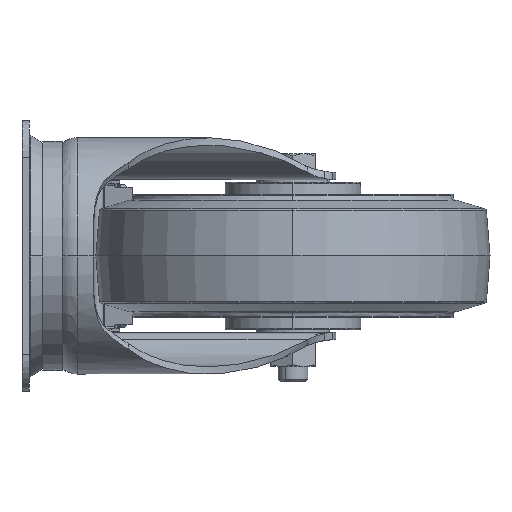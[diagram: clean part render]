
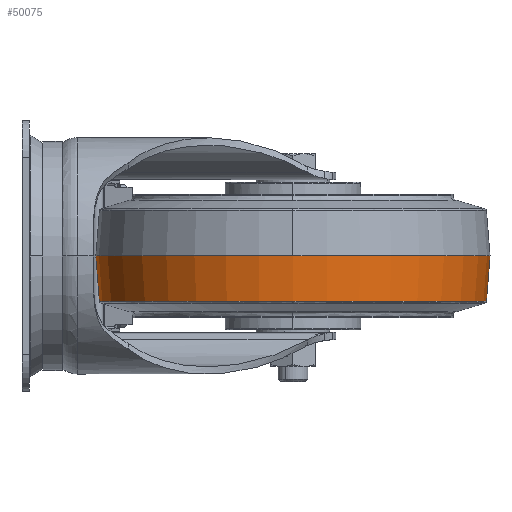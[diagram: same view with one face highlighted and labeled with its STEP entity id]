
A CAD part, left-side view. The second image highlights one B-rep face of the part: STEP entity #50075.
In plain terms, the highlighted conical face has half-angle 4.514 degrees and reference radius 80 mm.
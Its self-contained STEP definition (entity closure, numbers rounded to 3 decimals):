
#14 = CIRCLE ( 'NONE', #44504, 80. ) ;
#621 = VERTEX_POINT ( 'NONE', #56465 ) ;
#2826 = VECTOR ( 'NONE', #51875, 1000. ) ;
#6323 = AXIS2_PLACEMENT_3D ( 'NONE', #37052, #56296, #14340 ) ;
#6382 = CARTESIAN_POINT ( 'NONE',  ( 54., -110., 79.899 ) ) ;
#6406 = VERTEX_POINT ( 'NONE', #53364 ) ;
#8438 = CARTESIAN_POINT ( 'NONE',  ( 54., -190., 98.214 ) ) ;
#9477 = DIRECTION ( 'NONE',  ( 0., 0., -1. ) ) ;
#9856 = ORIENTED_EDGE ( 'NONE', *, *, #48193, .T. ) ;
#10589 = ORIENTED_EDGE ( 'NONE', *, *, #28248, .T. ) ;
#11280 = VERTEX_POINT ( 'NONE', #8438 ) ;
#11665 = CARTESIAN_POINT ( 'NONE',  ( 54., -110., 98.214 ) ) ;
#14340 = DIRECTION ( 'NONE',  ( 1., 0., 0. ) ) ;
#16015 = DIRECTION ( 'NONE',  ( -1., 0., 0. ) ) ;
#21593 = CIRCLE ( 'NONE', #26650, 78.554 ) ;
#22537 = LINE ( 'NONE', #28493, #2826 ) ;
#22851 = EDGE_CURVE ( 'NONE', #61190, #46440, #23180, .T. ) ;
#23180 = LINE ( 'NONE', #53420, #50685 ) ;
#24256 = CARTESIAN_POINT ( 'NONE',  ( 54., -31.446, 79.899 ) ) ;
#24512 = CIRCLE ( 'NONE', #6323, 78.554 ) ;
#26650 = AXIS2_PLACEMENT_3D ( 'NONE', #6382, #36057, #45910 ) ;
#28248 = EDGE_CURVE ( 'NONE', #621, #46440, #46055, .T. ) ;
#28493 = CARTESIAN_POINT ( 'NONE',  ( 54., -190., 98.214 ) ) ;
#28909 = CARTESIAN_POINT ( 'NONE',  ( 54., -30., 98.214 ) ) ;
#31178 = DIRECTION ( 'NONE',  ( 0., 0., 1. ) ) ;
#33985 = DIRECTION ( 'NONE',  ( -1., 0., 0. ) ) ;
#34619 = CARTESIAN_POINT ( 'NONE',  ( 54., -110., 98.214 ) ) ;
#34628 = ORIENTED_EDGE ( 'NONE', *, *, #43140, .F. ) ;
#34725 = EDGE_CURVE ( 'NONE', #11280, #621, #14, .T. ) ;
#35636 = FACE_OUTER_BOUND ( 'NONE', #42181, .T. ) ;
#36057 = DIRECTION ( 'NONE',  ( 0., 0., -1. ) ) ;
#36741 = ORIENTED_EDGE ( 'NONE', *, *, #34725, .T. ) ;
#37052 = CARTESIAN_POINT ( 'NONE',  ( 54., -110., 79.899 ) ) ;
#38556 = CARTESIAN_POINT ( 'NONE',  ( 54., -110., 98.214 ) ) ;
#40701 = DIRECTION ( 'NONE',  ( 0., 1., 0. ) ) ;
#42181 = EDGE_LOOP ( 'NONE', ( #53547, #9856, #36741, #10589, #60741, #34628 ) ) ;
#43140 = EDGE_CURVE ( 'NONE', #59744, #61190, #24512, .T. ) ;
#43994 = AXIS2_PLACEMENT_3D ( 'NONE', #38556, #9477, #16015 ) ;
#44504 = AXIS2_PLACEMENT_3D ( 'NONE', #34619, #53242, #33985 ) ;
#44533 = CONICAL_SURFACE ( 'NONE', #52545, 80., 0.079 ) ;
#45910 = DIRECTION ( 'NONE',  ( 1., 0., 0. ) ) ;
#46055 = CIRCLE ( 'NONE', #43994, 80. ) ;
#46440 = VERTEX_POINT ( 'NONE', #28909 ) ;
#47822 = CARTESIAN_POINT ( 'NONE',  ( -24.554, -110., 79.899 ) ) ;
#48193 = EDGE_CURVE ( 'NONE', #6406, #11280, #22537, .T. ) ;
#50075 = ADVANCED_FACE ( 'NONE', ( #35636 ), #44533, .T. ) ;
#50685 = VECTOR ( 'NONE', #62019, 1000. ) ;
#51875 = DIRECTION ( 'NONE',  ( 0., -0.079, 0.997 ) ) ;
#52545 = AXIS2_PLACEMENT_3D ( 'NONE', #11665, #31178, #40701 ) ;
#53242 = DIRECTION ( 'NONE',  ( 0., 0., -1. ) ) ;
#53364 = CARTESIAN_POINT ( 'NONE',  ( 54., -188.554, 79.899 ) ) ;
#53420 = CARTESIAN_POINT ( 'NONE',  ( 54., -30., 98.214 ) ) ;
#53547 = ORIENTED_EDGE ( 'NONE', *, *, #61958, .F. ) ;
#56296 = DIRECTION ( 'NONE',  ( 0., 0., -1. ) ) ;
#56465 = CARTESIAN_POINT ( 'NONE',  ( -26., -110., 98.214 ) ) ;
#59744 = VERTEX_POINT ( 'NONE', #47822 ) ;
#60741 = ORIENTED_EDGE ( 'NONE', *, *, #22851, .F. ) ;
#61190 = VERTEX_POINT ( 'NONE', #24256 ) ;
#61958 = EDGE_CURVE ( 'NONE', #6406, #59744, #21593, .T. ) ;
#62019 = DIRECTION ( 'NONE',  ( 0., 0.079, 0.997 ) ) ;
